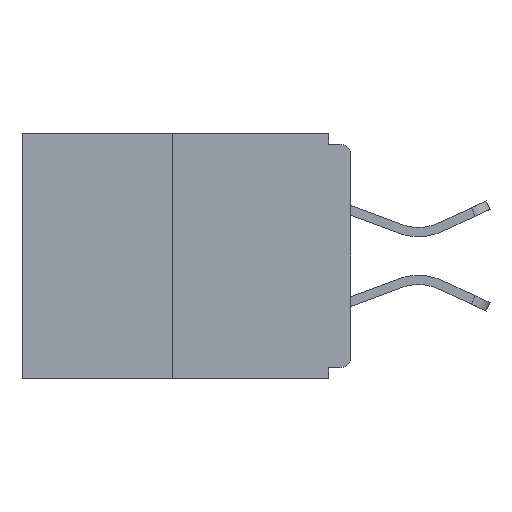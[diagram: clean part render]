
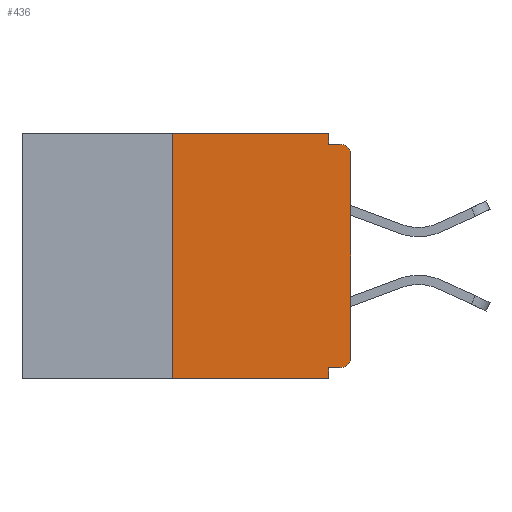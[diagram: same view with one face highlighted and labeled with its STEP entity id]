
A CAD part, left-side view. The second image highlights one B-rep face of the part: STEP entity #436.
In plain terms, the highlighted planar face has unit normal (-1, 0, 0).
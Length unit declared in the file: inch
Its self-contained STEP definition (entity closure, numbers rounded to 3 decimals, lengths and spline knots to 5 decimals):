
#111 = AXIS2_PLACEMENT_3D ( 'NONE', #8858, #15571, #6258 ) ;
#241 = EDGE_CURVE ( 'NONE', #5880, #10065, #13159, .T. ) ;
#302 = ORIENTED_EDGE ( 'NONE', *, *, #11695, .F. ) ;
#426 = VERTEX_POINT ( 'NONE', #1171 ) ;
#436 = ADVANCED_FACE ( 'NONE', ( #1189 ), #13157, .F. ) ;
#554 = CARTESIAN_POINT ( 'NONE',  ( 0., 0., -0.328 ) ) ;
#697 = ORIENTED_EDGE ( 'NONE', *, *, #3776, .F. ) ;
#873 = DIRECTION ( 'NONE',  ( 0., -1., 0. ) ) ;
#1171 = CARTESIAN_POINT ( 'NONE',  ( 0., 0.25, 0. ) ) ;
#1189 = FACE_OUTER_BOUND ( 'NONE', #5390, .T. ) ;
#1292 = DIRECTION ( 'NONE',  ( 1., 0., 0. ) ) ;
#1307 = CARTESIAN_POINT ( 'NONE',  ( 0., 0.015, -0.313 ) ) ;
#1770 = ORIENTED_EDGE ( 'NONE', *, *, #8033, .F. ) ;
#1951 = ORIENTED_EDGE ( 'NONE', *, *, #4434, .T. ) ;
#2099 = CIRCLE ( 'NONE', #15113, 0.015 ) ;
#2155 = ORIENTED_EDGE ( 'NONE', *, *, #6713, .F. ) ;
#2265 = DIRECTION ( 'NONE',  ( 0., 0., -1. ) ) ;
#2334 = VECTOR ( 'NONE', #3241, 39.37008 ) ;
#2519 = VERTEX_POINT ( 'NONE', #15110 ) ;
#2793 = VECTOR ( 'NONE', #9078, 39.37008 ) ;
#3220 = CARTESIAN_POINT ( 'NONE',  ( 0., 0.031, -0.015 ) ) ;
#3241 = DIRECTION ( 'NONE',  ( 0., 1., 0. ) ) ;
#3776 = EDGE_CURVE ( 'NONE', #4604, #4180, #4395, .T. ) ;
#3804 = VERTEX_POINT ( 'NONE', #16904 ) ;
#4038 = EDGE_CURVE ( 'NONE', #426, #2519, #8067, .T. ) ;
#4124 = CARTESIAN_POINT ( 'NONE',  ( 0., 0.25, -0.343 ) ) ;
#4180 = VERTEX_POINT ( 'NONE', #7774 ) ;
#4287 = DIRECTION ( 'NONE',  ( -1., 0., 0. ) ) ;
#4356 = VERTEX_POINT ( 'NONE', #3220 ) ;
#4395 = LINE ( 'NONE', #554, #2334 ) ;
#4434 = EDGE_CURVE ( 'NONE', #3804, #5880, #5801, .T. ) ;
#4594 = VECTOR ( 'NONE', #7985, 39.37008 ) ;
#4604 = VERTEX_POINT ( 'NONE', #15307 ) ;
#4695 = EDGE_CURVE ( 'NONE', #4180, #14714, #14833, .T. ) ;
#5224 = DIRECTION ( 'NONE',  ( 0., 0., -1. ) ) ;
#5390 = EDGE_LOOP ( 'NONE', ( #10601, #1770, #10533, #14893, #697, #13820, #1951, #13558, #302, #2155 ) ) ;
#5801 = LINE ( 'NONE', #12160, #15878 ) ;
#5880 = VERTEX_POINT ( 'NONE', #16518 ) ;
#6009 = CARTESIAN_POINT ( 'NONE',  ( 0., 0.031, -0.343 ) ) ;
#6126 = CARTESIAN_POINT ( 'NONE',  ( 0., 0.031, 0. ) ) ;
#6258 = DIRECTION ( 'NONE',  ( 0., 0., -1. ) ) ;
#6713 = EDGE_CURVE ( 'NONE', #2519, #4356, #14357, .T. ) ;
#6940 = DIRECTION ( 'NONE',  ( 0., 0., 1. ) ) ;
#7774 = CARTESIAN_POINT ( 'NONE',  ( 0., 0.031, -0.328 ) ) ;
#7822 = EDGE_CURVE ( 'NONE', #4604, #3804, #2099, .T. ) ;
#7985 = DIRECTION ( 'NONE',  ( 0., -1., 0. ) ) ;
#7992 = VECTOR ( 'NONE', #2265, 39.37008 ) ;
#8033 = EDGE_CURVE ( 'NONE', #16738, #426, #14407, .T. ) ;
#8067 = LINE ( 'NONE', #11630, #4594 ) ;
#8164 = LINE ( 'NONE', #11603, #12486 ) ;
#8398 = CARTESIAN_POINT ( 'NONE',  ( 0., 0.015, -0.015 ) ) ;
#8430 = AXIS2_PLACEMENT_3D ( 'NONE', #9021, #1292, #5224 ) ;
#8858 = CARTESIAN_POINT ( 'NONE',  ( 0., 0.015, -0.03 ) ) ;
#9021 = CARTESIAN_POINT ( 'NONE',  ( 0., 0.46, 0. ) ) ;
#9078 = DIRECTION ( 'NONE',  ( 0., -1., 0. ) ) ;
#10065 = VERTEX_POINT ( 'NONE', #8398 ) ;
#10210 = EDGE_CURVE ( 'NONE', #16738, #14714, #8164, .T. ) ;
#10533 = ORIENTED_EDGE ( 'NONE', *, *, #10210, .T. ) ;
#10601 = ORIENTED_EDGE ( 'NONE', *, *, #4038, .F. ) ;
#10782 = CARTESIAN_POINT ( 'NONE',  ( 0., 0.25, 0. ) ) ;
#11603 = CARTESIAN_POINT ( 'NONE',  ( 0., 0.46, -0.343 ) ) ;
#11630 = CARTESIAN_POINT ( 'NONE',  ( 0., 0.46, 0. ) ) ;
#11695 = EDGE_CURVE ( 'NONE', #4356, #10065, #12852, .T. ) ;
#12160 = CARTESIAN_POINT ( 'NONE',  ( 0., 0., 0. ) ) ;
#12162 = VECTOR ( 'NONE', #6940, 39.37008 ) ;
#12486 = VECTOR ( 'NONE', #873, 39.37008 ) ;
#12665 = DIRECTION ( 'NONE',  ( 0., 0., -1. ) ) ;
#12852 = LINE ( 'NONE', #15404, #2793 ) ;
#13157 = PLANE ( 'NONE',  #8430 ) ;
#13159 = CIRCLE ( 'NONE', #111, 0.015 ) ;
#13558 = ORIENTED_EDGE ( 'NONE', *, *, #241, .T. ) ;
#13820 = ORIENTED_EDGE ( 'NONE', *, *, #7822, .T. ) ;
#14005 = VECTOR ( 'NONE', #12665, 39.37008 ) ;
#14357 = LINE ( 'NONE', #6126, #7992 ) ;
#14407 = LINE ( 'NONE', #10782, #12162 ) ;
#14714 = VERTEX_POINT ( 'NONE', #15503 ) ;
#14784 = DIRECTION ( 'NONE',  ( 0., 0., -1. ) ) ;
#14833 = LINE ( 'NONE', #6009, #14005 ) ;
#14893 = ORIENTED_EDGE ( 'NONE', *, *, #4695, .F. ) ;
#15110 = CARTESIAN_POINT ( 'NONE',  ( 0., 0.031, 0. ) ) ;
#15113 = AXIS2_PLACEMENT_3D ( 'NONE', #1307, #4287, #14784 ) ;
#15307 = CARTESIAN_POINT ( 'NONE',  ( 0., 0.015, -0.328 ) ) ;
#15404 = CARTESIAN_POINT ( 'NONE',  ( 0., 0., -0.015 ) ) ;
#15503 = CARTESIAN_POINT ( 'NONE',  ( 0., 0.031, -0.343 ) ) ;
#15571 = DIRECTION ( 'NONE',  ( -1., 0., 0. ) ) ;
#15878 = VECTOR ( 'NONE', #16164, 39.37008 ) ;
#16164 = DIRECTION ( 'NONE',  ( 0., 0., 1. ) ) ;
#16518 = CARTESIAN_POINT ( 'NONE',  ( 0., 0., -0.03 ) ) ;
#16738 = VERTEX_POINT ( 'NONE', #4124 ) ;
#16904 = CARTESIAN_POINT ( 'NONE',  ( 0., 0., -0.313 ) ) ;
